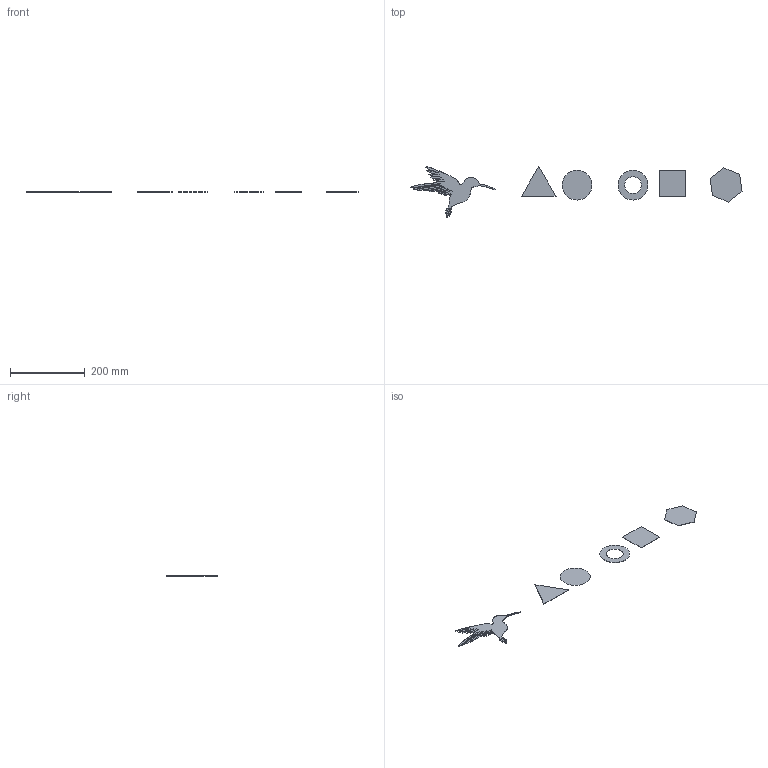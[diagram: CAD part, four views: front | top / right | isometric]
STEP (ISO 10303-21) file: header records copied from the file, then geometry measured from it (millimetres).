
FILE_DESCRIPTION(/* description */ (''),/* implementation_level */ '2;1');
FILE_NAME(/* name */ 'Forms v2.stp',/* time_stamp */ '2022-09-22T11:47:24+02:00',/* author */ (''),/* organization */ (''),/* preprocessor_version */ 'ST-DEVELOPER v19',/* originating_system */ 'Autodesk Translation Framework v11.7.0.108',/* authorisation */ '');
FILE_SCHEMA (('AUTOMOTIVE_DESIGN { 1 0 10303 214 3 1 1 }'));
Length unit declared in the file: millimetre
Products named in the file (1): Forms
Bounding box: 890.41 x 136.86 x 0.6 mm (x, y, z)
Volume: 18067.7 mm3; surface area: 62203.9 mm2
Topology: 6 solids, 6 shells, 135 faces, 369 edges, 234 vertices
Faces by surface type: bspline 100, plane 29, cylinder 6
Full cylindrical faces by diameter (mm): 45 x1, 80 x2
Entity records: 4503 total; most frequent: CARTESIAN_POINT 2031, ORIENTED_EDGE 738, EDGE_CURVE 369, DIRECTION 257, VERTEX_POINT 234, LINE 157, VECTOR 157, EDGE_LOOP 137
